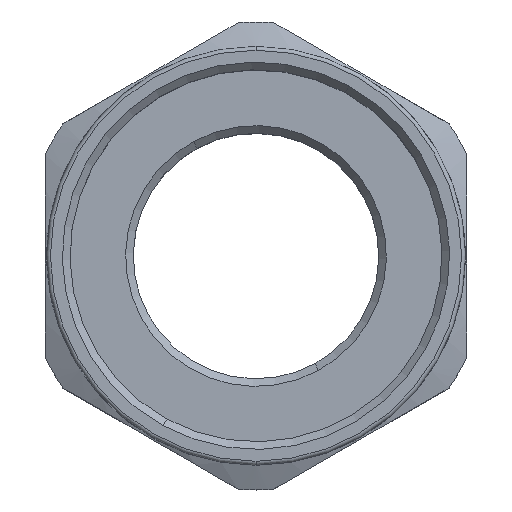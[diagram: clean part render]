
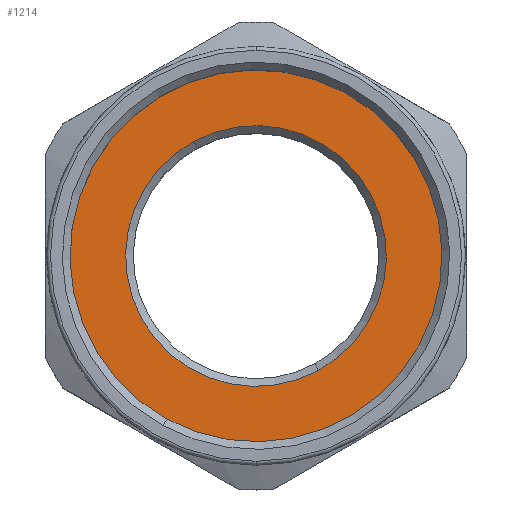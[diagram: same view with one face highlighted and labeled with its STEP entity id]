
A CAD part, top view. The second image highlights one B-rep face of the part: STEP entity #1214.
In plain terms, the highlighted planar face has unit normal (0, 0, 1).
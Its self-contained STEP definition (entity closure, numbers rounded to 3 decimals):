
#1091=AXIS2_PLACEMENT_3D('Circle Axis2P3D',#1089,#1090,$) ;
#1115=AXIS2_PLACEMENT_3D('Circle Axis2P3D',#1113,#1114,$) ;
#1190=AXIS2_PLACEMENT_3D('Plane Axis2P3D',#1187,#1188,#1189) ;
#1198=AXIS2_PLACEMENT_3D('Circle Axis2P3D',#1196,#1197,$) ;
#1207=AXIS2_PLACEMENT_3D('Circle Axis2P3D',#1205,#1206,$) ;
#1086=CARTESIAN_POINT('Vertex',(39.126,51.781,21.)) ;
#1089=CARTESIAN_POINT('Axis2P3D Location',(27.5,30.5,21.)) ;
#1093=CARTESIAN_POINT('Vertex',(15.874,9.219,21.)) ;
#1113=CARTESIAN_POINT('Axis2P3D Location',(27.5,30.5,21.)) ;
#1187=CARTESIAN_POINT('Axis2P3D Location',(27.5,54.75,21.)) ;
#1196=CARTESIAN_POINT('Axis2P3D Location',(27.5,30.5,21.)) ;
#1200=CARTESIAN_POINT('Vertex',(19.35,45.419,21.)) ;
#1202=CARTESIAN_POINT('Vertex',(35.65,15.581,21.)) ;
#1205=CARTESIAN_POINT('Axis2P3D Location',(27.5,30.5,21.)) ;
#1090=DIRECTION('Axis2P3D Direction',(0.,0.,-1.)) ;
#1114=DIRECTION('Axis2P3D Direction',(0.,0.,-1.)) ;
#1188=DIRECTION('Axis2P3D Direction',(0.,0.,-1.)) ;
#1189=DIRECTION('Axis2P3D XDirection',(0.,1.,0.)) ;
#1197=DIRECTION('Axis2P3D Direction',(0.,0.,-1.)) ;
#1206=DIRECTION('Axis2P3D Direction',(0.,0.,-1.)) ;
#1193=ORIENTED_EDGE('',*,*,#1117,.F.) ;
#1194=ORIENTED_EDGE('',*,*,#1095,.F.) ;
#1211=ORIENTED_EDGE('',*,*,#1204,.T.) ;
#1212=ORIENTED_EDGE('',*,*,#1209,.T.) ;
#1213=FACE_BOUND('',#1210,.T.) ;
#1214=ADVANCED_FACE('Adapter_M40-M50.1\\Koerper.2',(#1195,#1213),#1191,.F.) ;
#1092=CIRCLE('generated circle',#1091,24.25) ;
#1116=CIRCLE('generated circle',#1115,24.25) ;
#1199=CIRCLE('generated circle',#1198,17.) ;
#1208=CIRCLE('generated circle',#1207,17.) ;
#1095=EDGE_CURVE('',#1087,#1094,#1092,.T.) ;
#1117=EDGE_CURVE('',#1094,#1087,#1116,.T.) ;
#1204=EDGE_CURVE('',#1201,#1203,#1199,.T.) ;
#1209=EDGE_CURVE('',#1203,#1201,#1208,.T.) ;
#1192=EDGE_LOOP('',(#1193,#1194)) ;
#1210=EDGE_LOOP('',(#1211,#1212)) ;
#1195=FACE_OUTER_BOUND('',#1192,.T.) ;
#1191=PLANE('',#1190) ;
#1087=VERTEX_POINT('',#1086) ;
#1094=VERTEX_POINT('',#1093) ;
#1201=VERTEX_POINT('',#1200) ;
#1203=VERTEX_POINT('',#1202) ;
